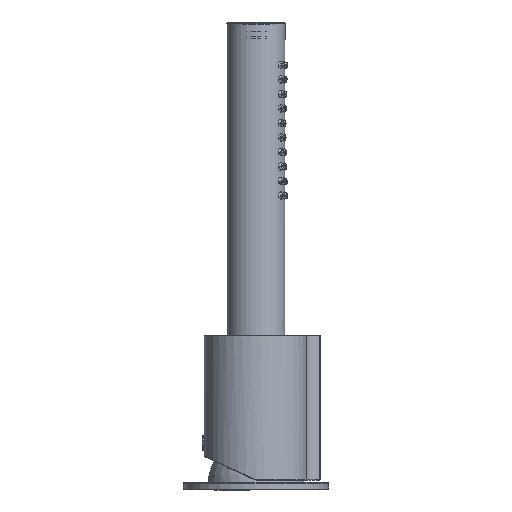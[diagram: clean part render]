
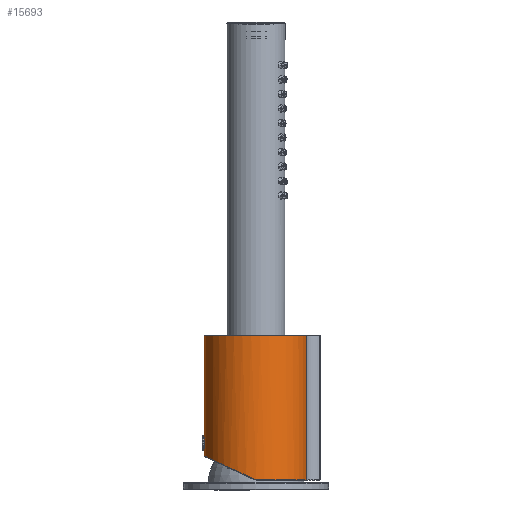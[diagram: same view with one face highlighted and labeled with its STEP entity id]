
A CAD part, front view. The second image highlights one B-rep face of the part: STEP entity #15693.
In plain terms, the highlighted cylindrical face has radius 21.5 mm (diameter 43 mm), a partial arc.
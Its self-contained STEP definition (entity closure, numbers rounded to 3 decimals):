
#302=B_SPLINE_CURVE_WITH_KNOTS('',3,(#21964,#21965,#21966,#21967,#21968,
#21969,#21970,#21971,#21972,#21973,#21974),.UNSPECIFIED.,.T.,.F.,(1,1,1,
1,1,1,1,1,1,1,1,1,1,1,1),(-0.006,-0.004,-0.002,
0.,0.002,0.004,0.006,
0.008,0.01,0.012,0.014,
0.016,0.018,0.02,0.022),
 .UNSPECIFIED.);
#1072=LINE('',#21952,#1718);
#1073=LINE('',#21961,#1719);
#1718=VECTOR('',#18320,1000.);
#1719=VECTOR('',#18327,1000.);
#2308=ELLIPSE('',#16764,23.683,21.5);
#3068=ORIENTED_EDGE('',*,*,#7153,.T.);
#3069=ORIENTED_EDGE('',*,*,#7154,.T.);
#3070=ORIENTED_EDGE('',*,*,#7155,.T.);
#3071=ORIENTED_EDGE('',*,*,#7156,.T.);
#3072=ORIENTED_EDGE('',*,*,#7157,.T.);
#3073=ORIENTED_EDGE('',*,*,#7158,.T.);
#3074=ORIENTED_EDGE('',*,*,#7159,.T.);
#7153=EDGE_CURVE('',#9212,#9213,#1072,.T.);
#7154=EDGE_CURVE('',#9213,#9214,#10574,.T.);
#7155=EDGE_CURVE('',#9214,#9215,#2308,.F.);
#7156=EDGE_CURVE('',#9215,#9216,#10575,.T.);
#7157=EDGE_CURVE('',#9216,#9217,#1073,.F.);
#7158=EDGE_CURVE('',#9217,#9212,#10576,.F.);
#7159=EDGE_CURVE('',#9218,#9218,#302,.T.);
#9212=VERTEX_POINT('',#21953);
#9213=VERTEX_POINT('',#21954);
#9214=VERTEX_POINT('',#21956);
#9215=VERTEX_POINT('',#21958);
#9216=VERTEX_POINT('',#21960);
#9217=VERTEX_POINT('',#21962);
#9218=VERTEX_POINT('',#21975);
#10574=CIRCLE('',#16763,21.5);
#10575=CIRCLE('',#16765,21.5);
#10576=CIRCLE('',#16766,21.5);
#11263=EDGE_LOOP('',(#3068,#3069,#3070,#3071,#3072,#3073));
#11264=EDGE_LOOP('',(#3074));
#12706=FACE_BOUND('',#11263,.T.);
#12707=FACE_BOUND('',#11264,.T.);
#14083=CYLINDRICAL_SURFACE('',#16762,21.5);
#15693=ADVANCED_FACE('',(#12706,#12707),#14083,.T.);
#16762=AXIS2_PLACEMENT_3D('',#21951,#18318,#18319);
#16763=AXIS2_PLACEMENT_3D('',#21955,#18321,#18322);
#16764=AXIS2_PLACEMENT_3D('',#21957,#18323,#18324);
#16765=AXIS2_PLACEMENT_3D('',#21959,#18325,#18326);
#16766=AXIS2_PLACEMENT_3D('',#21963,#18328,#18329);
#18318=DIRECTION('',(0.,0.,1.));
#18319=DIRECTION('',(1.,0.,0.));
#18320=DIRECTION('',(0.,0.,1.));
#18321=DIRECTION('',(0.,0.,-1.));
#18322=DIRECTION('',(-1.,0.,0.));
#18323=DIRECTION('',(0.,-0.419,0.908));
#18324=DIRECTION('',(0.,0.908,0.419));
#18325=DIRECTION('',(0.,0.,-1.));
#18326=DIRECTION('',(-1.,0.,0.));
#18327=DIRECTION('',(0.,0.,1.));
#18328=DIRECTION('',(0.,0.,-1.));
#18329=DIRECTION('',(-1.,0.,0.));
#21951=CARTESIAN_POINT('',(0.,0.,-60.));
#21952=CARTESIAN_POINT('',(5.668,20.739,-60.));
#21953=CARTESIAN_POINT('',(5.668,20.739,-59.8));
#21954=CARTESIAN_POINT('',(5.668,20.739,-0.2));
#21955=CARTESIAN_POINT('',(0.,0.,-0.2));
#21956=CARTESIAN_POINT('',(21.5,0.045,-0.2));
#21957=CARTESIAN_POINT('',(0.,0.,-0.221));
#21958=CARTESIAN_POINT('',(-21.5,0.045,-0.2));
#21959=CARTESIAN_POINT('',(0.,0.,-0.2));
#21960=CARTESIAN_POINT('',(-5.668,20.739,-0.2));
#21961=CARTESIAN_POINT('',(-5.668,20.739,-60.));
#21962=CARTESIAN_POINT('',(-5.668,20.739,-59.8));
#21963=CARTESIAN_POINT('',(0.,0.,-59.8));
#21964=CARTESIAN_POINT('',(1.961,-21.427,-17.557));
#21965=CARTESIAN_POINT('',(0.,-21.536,-18.371));
#21966=CARTESIAN_POINT('',(-1.959,-21.427,-17.558));
#21967=CARTESIAN_POINT('',(-2.77,-21.318,-15.602));
#21968=CARTESIAN_POINT('',(-1.96,-21.427,-13.641));
#21969=CARTESIAN_POINT('',(-0.001,-21.536,-12.83));
#21970=CARTESIAN_POINT('',(1.957,-21.428,-13.639));
#21971=CARTESIAN_POINT('',(2.771,-21.318,-15.597));
#21972=CARTESIAN_POINT('',(1.961,-21.427,-17.557));
#21973=CARTESIAN_POINT('',(0.,-21.536,-18.371));
#21974=CARTESIAN_POINT('',(-1.959,-21.427,-17.558));
#21975=CARTESIAN_POINT('',(0.,-21.5,-18.1));
